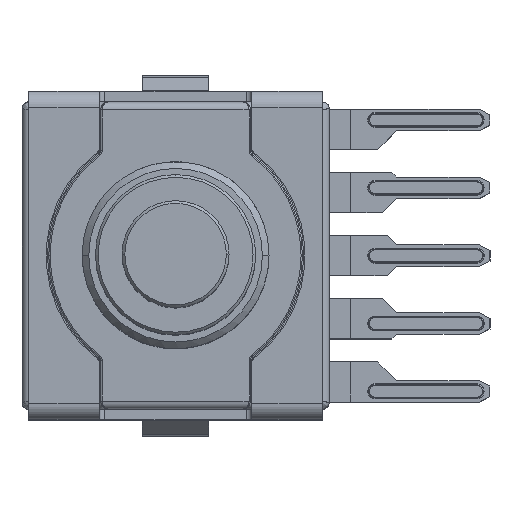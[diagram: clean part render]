
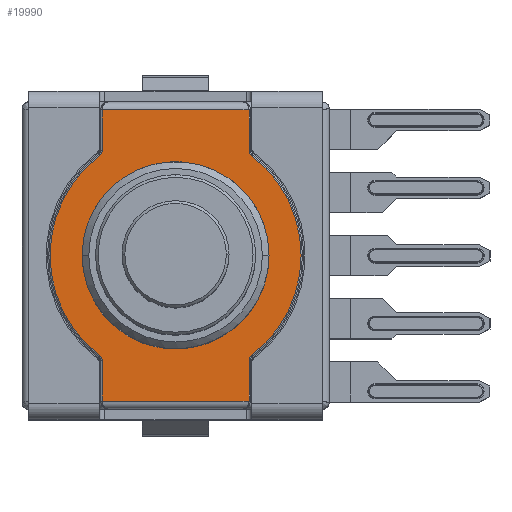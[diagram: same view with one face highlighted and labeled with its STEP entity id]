
A CAD part, top view. The second image highlights one B-rep face of the part: STEP entity #19990.
In plain terms, the highlighted face is planar.
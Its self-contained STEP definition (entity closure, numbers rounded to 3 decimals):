
#460=CARTESIAN_POINT('',(13.817,2.47,-0.4));
#470=DIRECTION('',(-1.,0.,0.));
#480=VECTOR('',#470,1.);
#490=LINE('',#460,#480);
#500=CARTESIAN_POINT('',(6.971,2.47,-0.4));
#510=VERTEX_POINT('',#500);
#520=CARTESIAN_POINT('',(4.529,2.47,-0.4));
#530=VERTEX_POINT('',#520);
#540=EDGE_CURVE('',#510,#530,#490,.T.);
#1040=CARTESIAN_POINT('',(5.75,5.75,-0.4));
#1050=DIRECTION('',(0.,0.,-1.));
#1060=DIRECTION('',(-1.,0.,0.));
#1070=AXIS2_PLACEMENT_3D('',#1040,#1050,#1060);
#1080=CIRCLE('',#1070,3.5);
#1090=CARTESIAN_POINT('',(9.25,5.75,-0.4));
#1100=VERTEX_POINT('',#1090);
#1110=EDGE_CURVE('',#1100,#510,#1080,.T.);
#1310=CARTESIAN_POINT('',(2.25,5.75,-0.4));
#1320=VERTEX_POINT('',#1310);
#1330=CARTESIAN_POINT('',(4.529,9.03,-0.4));
#1340=VERTEX_POINT('',#1330);
#1350=EDGE_CURVE('',#1320,#1340,#1080,.T.);
#5750=CARTESIAN_POINT('',(3.,11.2,-0.4));
#5760=VERTEX_POINT('',#5750);
#5790=CARTESIAN_POINT('',(5.75,11.2,-0.4));
#5800=DIRECTION('',(1.,0.,0.));
#5810=VECTOR('',#5800,1.);
#5820=LINE('',#5790,#5810);
#5830=CARTESIAN_POINT('',(8.5,11.2,-0.4));
#5840=VERTEX_POINT('',#5830);
#5850=EDGE_CURVE('',#5760,#5840,#5820,.T.);
#18320=CARTESIAN_POINT('',(3.,0.3,-0.4));
#18330=VERTEX_POINT('',#18320);
#18690=CARTESIAN_POINT('',(6.971,9.03,-0.4));
#18700=VERTEX_POINT('',#18690);
#18730=CARTESIAN_POINT('',(13.817,9.03,-0.4));
#18740=DIRECTION('',(-1.,0.,0.));
#18750=VECTOR('',#18740,1.);
#18760=LINE('',#18730,#18750);
#18770=EDGE_CURVE('',#18700,#1340,#18760,.T.);
#18830=CARTESIAN_POINT('',(5.75,5.75,-0.4));
#18840=DIRECTION('',(0.,0.,-1.));
#18850=DIRECTION('',(-1.,0.,0.));
#18860=AXIS2_PLACEMENT_3D('',#18830,#18840,#18850);
#18870=PLANE('',#18860);
#18880=EDGE_CURVE('',#530,#1320,#1080,.T.);
#18890=ORIENTED_EDGE('',*,*,#18880,.F.);
#18900=ORIENTED_EDGE('',*,*,#1350,.F.);
#18910=ORIENTED_EDGE('',*,*,#18770,.T.);
#18920=EDGE_CURVE('',#18700,#1100,#1080,.T.);
#18930=ORIENTED_EDGE('',*,*,#18920,.F.);
#18940=ORIENTED_EDGE('',*,*,#1110,.F.);
#18950=ORIENTED_EDGE('',*,*,#540,.F.);
#18960=EDGE_LOOP('',(#18950,#18940,#18930,#18910,#18900,#18890));
#18970=FACE_BOUND('',#18960,.T.);
#18980=CARTESIAN_POINT('',(5.75,5.75,-0.4));
#18990=DIRECTION('',(0.,0.,-1.));
#19000=DIRECTION('',(-1.,0.,0.));
#19010=AXIS2_PLACEMENT_3D('',#18980,#18990,#19000);
#19020=CIRCLE('',#19010,4.7);
#19030=CARTESIAN_POINT('',(8.598,9.488,-0.4));
#19040=VERTEX_POINT('',#19030);
#19050=CARTESIAN_POINT('',(10.45,5.75,-0.4));
#19060=VERTEX_POINT('',#19050);
#19070=EDGE_CURVE('',#19040,#19060,#19020,.T.);
#19080=ORIENTED_EDGE('',*,*,#19070,.T.);
#19090=CARTESIAN_POINT('',(8.75,9.687,-0.4));
#19100=DIRECTION('',(0.,0.,-1.));
#19110=DIRECTION('',(-1.,0.,0.));
#19120=AXIS2_PLACEMENT_3D('',#19090,#19100,#19110);
#19130=CIRCLE('',#19120,0.25);
#19140=CARTESIAN_POINT('',(8.5,9.687,-0.4));
#19150=VERTEX_POINT('',#19140);
#19160=EDGE_CURVE('',#19040,#19150,#19130,.T.);
#19170=ORIENTED_EDGE('',*,*,#19160,.F.);
#19180=CARTESIAN_POINT('',(8.5,5.75,-0.4));
#19190=DIRECTION('',(0.,1.,0.));
#19200=VECTOR('',#19190,1.);
#19210=LINE('',#19180,#19200);
#19220=EDGE_CURVE('',#19150,#5840,#19210,.T.);
#19230=ORIENTED_EDGE('',*,*,#19220,.F.);
#19240=ORIENTED_EDGE('',*,*,#5850,.T.);
#19250=CARTESIAN_POINT('',(3.,5.75,-0.4));
#19260=DIRECTION('',(0.,-1.,0.));
#19270=VECTOR('',#19260,1.);
#19280=LINE('',#19250,#19270);
#19290=CARTESIAN_POINT('',(3.,9.687,-0.4));
#19300=VERTEX_POINT('',#19290);
#19310=EDGE_CURVE('',#5760,#19300,#19280,.T.);
#19320=ORIENTED_EDGE('',*,*,#19310,.F.);
#19330=CARTESIAN_POINT('',(2.75,9.687,-0.4));
#19340=DIRECTION('',(0.,0.,-1.));
#19350=DIRECTION('',(-1.,0.,0.));
#19360=AXIS2_PLACEMENT_3D('',#19330,#19340,#19350);
#19370=CIRCLE('',#19360,0.25);
#19380=CARTESIAN_POINT('',(2.902,9.488,-0.4));
#19390=VERTEX_POINT('',#19380);
#19400=EDGE_CURVE('',#19300,#19390,#19370,.T.);
#19410=ORIENTED_EDGE('',*,*,#19400,.F.);
#19420=CARTESIAN_POINT('',(5.75,5.75,-0.4));
#19430=DIRECTION('',(0.,0.,-1.));
#19440=DIRECTION('',(-1.,0.,0.));
#19450=AXIS2_PLACEMENT_3D('',#19420,#19430,#19440);
#19460=CIRCLE('',#19450,4.7);
#19470=CARTESIAN_POINT('',(1.05,5.75,-0.4));
#19480=VERTEX_POINT('',#19470);
#19490=EDGE_CURVE('',#19480,#19390,#19460,.T.);
#19500=ORIENTED_EDGE('',*,*,#19490,.T.);
#19510=CARTESIAN_POINT('',(2.902,2.012,-0.4));
#19520=VERTEX_POINT('',#19510);
#19530=EDGE_CURVE('',#19520,#19480,#19460,.T.);
#19540=ORIENTED_EDGE('',*,*,#19530,.T.);
#19550=CARTESIAN_POINT('',(2.75,1.813,-0.4));
#19560=DIRECTION('',(0.,0.,-1.));
#19570=DIRECTION('',(-1.,0.,0.));
#19580=AXIS2_PLACEMENT_3D('',#19550,#19560,#19570);
#19590=CIRCLE('',#19580,0.25);
#19600=CARTESIAN_POINT('',(3.,1.813,-0.4));
#19610=VERTEX_POINT('',#19600);
#19620=EDGE_CURVE('',#19520,#19610,#19590,.T.);
#19630=ORIENTED_EDGE('',*,*,#19620,.F.);
#19640=CARTESIAN_POINT('',(3.,5.75,-0.4));
#19650=DIRECTION('',(0.,-1.,0.));
#19660=VECTOR('',#19650,1.);
#19670=LINE('',#19640,#19660);
#19680=EDGE_CURVE('',#19610,#18330,#19670,.T.);
#19690=ORIENTED_EDGE('',*,*,#19680,.F.);
#19700=CARTESIAN_POINT('',(5.75,0.3,-0.4));
#19710=DIRECTION('',(-1.,0.,0.));
#19720=VECTOR('',#19710,1.);
#19730=LINE('',#19700,#19720);
#19740=CARTESIAN_POINT('',(8.5,0.3,-0.4));
#19750=VERTEX_POINT('',#19740);
#19760=EDGE_CURVE('',#19750,#18330,#19730,.T.);
#19770=ORIENTED_EDGE('',*,*,#19760,.T.);
#19780=CARTESIAN_POINT('',(8.5,5.75,-0.4));
#19790=DIRECTION('',(0.,1.,0.));
#19800=VECTOR('',#19790,1.);
#19810=LINE('',#19780,#19800);
#19820=CARTESIAN_POINT('',(8.5,1.813,-0.4));
#19830=VERTEX_POINT('',#19820);
#19840=EDGE_CURVE('',#19750,#19830,#19810,.T.);
#19850=ORIENTED_EDGE('',*,*,#19840,.F.);
#19860=CARTESIAN_POINT('',(8.75,1.813,-0.4));
#19870=DIRECTION('',(0.,0.,-1.));
#19880=DIRECTION('',(-1.,0.,0.));
#19890=AXIS2_PLACEMENT_3D('',#19860,#19870,#19880);
#19900=CIRCLE('',#19890,0.25);
#19910=CARTESIAN_POINT('',(8.598,2.012,-0.4));
#19920=VERTEX_POINT('',#19910);
#19930=EDGE_CURVE('',#19830,#19920,#19900,.T.);
#19940=ORIENTED_EDGE('',*,*,#19930,.F.);
#19950=EDGE_CURVE('',#19060,#19920,#19020,.T.);
#19960=ORIENTED_EDGE('',*,*,#19950,.T.);
#19970=EDGE_LOOP('',(#19960,#19940,#19850,#19770,#19690,#19630,#19540,
#19500,#19410,#19320,#19240,#19230,#19170,#19080));
#19980=FACE_OUTER_BOUND('',#19970,.T.);
#19990=ADVANCED_FACE('',(#18970,#19980),#18870,.T.);
